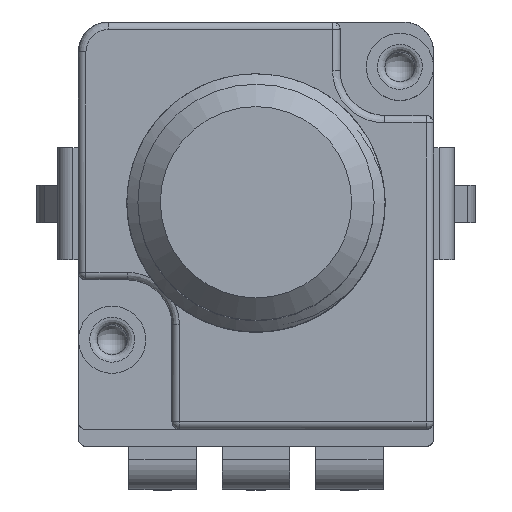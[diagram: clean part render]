
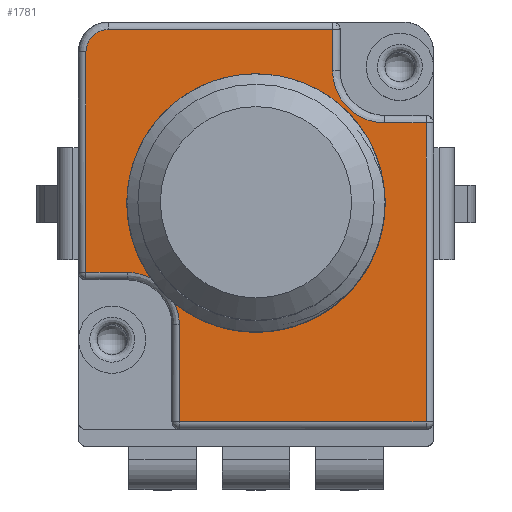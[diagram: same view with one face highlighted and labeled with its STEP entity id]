
A CAD part, top view. The second image highlights one B-rep face of the part: STEP entity #1781.
In plain terms, the highlighted planar face has unit normal (0, 0, 1).
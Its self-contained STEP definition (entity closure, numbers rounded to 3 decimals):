
#18=CARTESIAN_POINT('',(-2.05,-3.25,10.0));
#19=VERTEX_POINT('',#18);
#27=CARTESIAN_POINT('',(-2.231,-2.562,10.001));
#28=VERTEX_POINT('',#27);
#29=CARTESIAN_POINT('',(-2.05,-3.25,10.0));
#30=CARTESIAN_POINT('',(-2.05,-2.882,10.0));
#31=CARTESIAN_POINT('',(-2.231,-2.562,10.0));
#32=B_SPLINE_CURVE_WITH_KNOTS('',2,(#29,#30,#31),.UNSPECIFIED.,.F.,.U.,
 (3,3),(0.0,1.0),.UNSPECIFIED.);
#33=EDGE_CURVE('n� 3127',#19,#28,#32,.T.);
#35=CARTESIAN_POINT('',(-2.591,-2.144,9.999));
#36=VERTEX_POINT('',#35);
#70=CARTESIAN_POINT('',(-3.45,-1.85,10.0));
#71=VERTEX_POINT('',#70);
#72=CARTESIAN_POINT('',(-2.591,-2.144,10.0));
#73=CARTESIAN_POINT('',(-2.776,-2.,10.0));
#74=CARTESIAN_POINT('',(-2.996,-1.926,10.0));
#75=CARTESIAN_POINT('',(-3.218,-1.85,10.0));
#76=CARTESIAN_POINT('',(-3.45,-1.85,10.0));
#77=B_SPLINE_CURVE_WITH_KNOTS('',2,(#72,#73,#74,#75,#76),.UNSPECIFIED.,.F.,.U.,
 (3,2,3),(0.0,0.5,1.0),.UNSPECIFIED.);
#78=EDGE_CURVE('n� 3131',#36,#71,#77,.T.);
#970=CARTESIAN_POINT('',(4.55,-5.85,10.0));
#971=VERTEX_POINT('',#970);
#1059=CARTESIAN_POINT('',(4.55,2.15,10.0));
#1060=VERTEX_POINT('',#1059);
#1191=CARTESIAN_POINT('',(2.05,4.65,10.0));
#1192=VERTEX_POINT('',#1191);
#1297=CARTESIAN_POINT('',(-4.55,-1.85,10.0));
#1298=VERTEX_POINT('',#1297);
#1382=CARTESIAN_POINT('',(-2.05,-5.85,10.0));
#1383=VERTEX_POINT('',#1382);
#1460=CARTESIAN_POINT('',(0.0,-5.85,10.0));
#1461=DIRECTION('',(1.0,0.0,0.0));
#1462=VECTOR('',#1461,1.0);
#1463=LINE('',#1460,#1462);
#1464=EDGE_CURVE('n� 687',#1383,#971,#1463,.T.);
#1476=CARTESIAN_POINT('',(4.55,-0.6,10.0));
#1477=DIRECTION('',(0.0,1.0,0.0));
#1478=VECTOR('',#1477,1.0);
#1479=LINE('',#1476,#1478);
#1480=EDGE_CURVE('n� 686',#971,#1060,#1479,.T.);
#1492=CARTESIAN_POINT('',(3.45,2.15,10.0));
#1493=VERTEX_POINT('',#1492);
#1501=CARTESIAN_POINT('',(0.0,2.15,10.0));
#1502=DIRECTION('',(-1.0,-0.0,0.0));
#1503=VECTOR('',#1502,1.0);
#1504=LINE('',#1501,#1503);
#1505=EDGE_CURVE('n� 685',#1060,#1493,#1504,.T.);
#1519=CARTESIAN_POINT('',(2.05,3.55,10.0));
#1520=VERTEX_POINT('',#1519);
#1528=CARTESIAN_POINT('',(3.45,2.15,10.0));
#1529=CARTESIAN_POINT('',(3.183,2.15,10.0));
#1530=CARTESIAN_POINT('',(2.935,2.248,10.0));
#1531=CARTESIAN_POINT('',(2.666,2.355,10.0));
#1532=CARTESIAN_POINT('',(2.46,2.56,10.0));
#1533=CARTESIAN_POINT('',(2.255,2.765,10.0));
#1534=CARTESIAN_POINT('',(2.148,3.035,10.0));
#1535=CARTESIAN_POINT('',(2.05,3.283,10.0));
#1536=CARTESIAN_POINT('',(2.05,3.55,10.0));
#1537=B_SPLINE_CURVE_WITH_KNOTS('',2,(#1528,#1529,#1530,#1531,#1532,#1533,#1534,#1535,#1536),.UNSPECIFIED.,.F.,.U.,
 (3,2,2,2,3),(0.0,0.25,0.5,0.75,1.0),.UNSPECIFIED.);
#1538=EDGE_CURVE('n� 684',#1493,#1520,#1537,.T.);
#1555=CARTESIAN_POINT('',(2.05,-0.6,10.0));
#1556=DIRECTION('',(0.0,1.0,0.0));
#1557=VECTOR('',#1556,1.0);
#1558=LINE('',#1555,#1557);
#1559=EDGE_CURVE('n� 683',#1520,#1192,#1558,.T.);
#1569=CARTESIAN_POINT('',(-3.95,4.65,10.0));
#1570=VERTEX_POINT('',#1569);
#1578=CARTESIAN_POINT('',(0.0,4.65,10.0));
#1579=DIRECTION('',(-1.0,0.0,0.0));
#1580=VECTOR('',#1579,1.0);
#1581=LINE('',#1578,#1580);
#1582=EDGE_CURVE('n� 682',#1192,#1570,#1581,.T.);
#1594=CARTESIAN_POINT('',(-4.55,4.05,10.0));
#1595=VERTEX_POINT('',#1594);
#1603=CARTESIAN_POINT('',(-3.95,4.65,10.0));
#1604=CARTESIAN_POINT('',(-4.064,4.65,10.0));
#1605=CARTESIAN_POINT('',(-4.171,4.608,10.0));
#1606=CARTESIAN_POINT('',(-4.286,4.562,10.0));
#1607=CARTESIAN_POINT('',(-4.374,4.474,10.0));
#1608=CARTESIAN_POINT('',(-4.462,4.387,10.0));
#1609=CARTESIAN_POINT('',(-4.508,4.271,10.0));
#1610=CARTESIAN_POINT('',(-4.55,4.165,10.0));
#1611=CARTESIAN_POINT('',(-4.55,4.05,10.0));
#1612=B_SPLINE_CURVE_WITH_KNOTS('',2,(#1603,#1604,#1605,#1606,#1607,#1608,#1609,#1610,#1611),.UNSPECIFIED.,.F.,.U.,
 (3,2,2,2,3),(0.0,0.25,0.5,0.75,1.0),.UNSPECIFIED.);
#1613=EDGE_CURVE('n� 681',#1570,#1595,#1612,.T.);
#1632=CARTESIAN_POINT('',(-4.55,-0.6,10.0));
#1633=DIRECTION('',(0.0,-1.0,0.0));
#1634=VECTOR('',#1633,1.0);
#1635=LINE('',#1632,#1634);
#1636=EDGE_CURVE('n� 680',#1595,#1298,#1635,.T.);
#1647=CARTESIAN_POINT('',(0.0,-1.85,10.0));
#1648=DIRECTION('',(1.0,0.0,0.0));
#1649=VECTOR('',#1648,1.0);
#1650=LINE('',#1647,#1649);
#1651=EDGE_CURVE('n� 679',#1298,#71,#1650,.T.);
#1666=CARTESIAN_POINT('',(-2.05,-0.6,10.0));
#1667=DIRECTION('',(0.0,-1.0,0.0));
#1668=VECTOR('',#1667,1.0);
#1669=LINE('',#1666,#1668);
#1670=EDGE_CURVE('n� 671',#19,#1383,#1669,.T.);
#1680=ORIENTED_EDGE('',*,*,#1670,.T.);
#1681=ORIENTED_EDGE('',*,*,#1464,.T.);
#1682=ORIENTED_EDGE('',*,*,#1480,.T.);
#1683=ORIENTED_EDGE('',*,*,#1505,.T.);
#1684=ORIENTED_EDGE('',*,*,#1538,.T.);
#1685=ORIENTED_EDGE('',*,*,#1559,.T.);
#1686=ORIENTED_EDGE('',*,*,#1582,.T.);
#1687=ORIENTED_EDGE('',*,*,#1613,.T.);
#1688=ORIENTED_EDGE('',*,*,#1636,.T.);
#1689=ORIENTED_EDGE('',*,*,#1651,.T.);
#1690=ORIENTED_EDGE('',*,*,#78,.F.);
#1691=CARTESIAN_POINT('',(-1.755,2.462,10.0));
#1692=VERTEX_POINT('',#1691);
#1693=CARTESIAN_POINT('',(-2.591,-2.144,10.0));
#1694=CARTESIAN_POINT('',(-2.718,-1.955,10.0));
#1695=CARTESIAN_POINT('',(-2.792,-1.824,10.0));
#1696=CARTESIAN_POINT('',(-2.884,-1.66,10.0));
#1697=CARTESIAN_POINT('',(-2.959,-1.486,10.0));
#1698=CARTESIAN_POINT('',(-3.11,-1.136,10.0));
#1699=CARTESIAN_POINT('',(-3.178,-0.769,10.0));
#1700=CARTESIAN_POINT('',(-3.283,-0.205,10.0));
#1701=CARTESIAN_POINT('',(-3.182,0.346,10.0));
#1702=CARTESIAN_POINT('',(-3.123,0.667,10.0));
#1703=CARTESIAN_POINT('',(-2.997,0.974,10.0));
#1704=CARTESIAN_POINT('',(-2.873,1.279,10.0));
#1705=CARTESIAN_POINT('',(-2.689,1.553,10.0));
#1706=CARTESIAN_POINT('',(-2.505,1.83,10.0));
#1707=CARTESIAN_POINT('',(-2.271,2.059,10.0));
#1708=CARTESIAN_POINT('',(-2.032,2.292,10.0));
#1709=CARTESIAN_POINT('',(-1.755,2.462,10.0));
#1710=B_SPLINE_CURVE_WITH_KNOTS('',2,(#1693,#1694,#1695,#1696,#1697,#1698,#1699,#1700,#1701,#1702,
    #1703,#1704,#1705,#1706,#1707,#1708,#1709),.UNSPECIFIED.,.F.,.U.,
 (3,2,2,2,2,2,2,2,3),(0.0,0.071,0.143,0.286,0.5,0.625,0.75,0.875,1.0),.UNSPECIFIED.);
#1711=EDGE_CURVE('n� 342',#36,#1692,#1710,.T.);
#1712=ORIENTED_EDGE('',*,*,#1711,.T.);
#1713=CARTESIAN_POINT('',(1.758,2.462,10.0));
#1714=VERTEX_POINT('',#1713);
#1715=CARTESIAN_POINT('',(-1.755,2.462,10.0));
#1716=CARTESIAN_POINT('',(-1.381,2.729,10.0));
#1717=CARTESIAN_POINT('',(-0.943,2.873,10.0));
#1718=CARTESIAN_POINT('',(-0.483,3.024,10.0));
#1719=CARTESIAN_POINT('',(0.001,3.024,10.0));
#1720=CARTESIAN_POINT('',(0.485,3.025,10.0));
#1721=CARTESIAN_POINT('',(0.946,2.874,10.0));
#1722=CARTESIAN_POINT('',(1.383,2.731,10.0));
#1723=CARTESIAN_POINT('',(1.759,2.464,10.0));
#1724=B_SPLINE_CURVE_WITH_KNOTS('',2,(#1715,#1716,#1717,#1718,#1719,#1720,#1721,#1722,#1723),.UNSPECIFIED.,.F.,.U.,
 (3,2,2,2,3),(0.0,0.25,0.5,0.75,1.0),.UNSPECIFIED.);
#1725=EDGE_CURVE('n� 676',#1692,#1714,#1724,.T.);
#1726=ORIENTED_EDGE('',*,*,#1725,.T.);
#1727=CARTESIAN_POINT('',(1.475,-3.123,10.0));
#1728=VERTEX_POINT('',#1727);
#1729=CARTESIAN_POINT('',(1.759,2.464,10.0));
#1730=CARTESIAN_POINT('',(2.12,2.246,10.0));
#1731=CARTESIAN_POINT('',(2.405,1.929,10.0));
#1732=CARTESIAN_POINT('',(2.685,1.619,10.0));
#1733=CARTESIAN_POINT('',(2.879,1.232,10.0));
#1734=CARTESIAN_POINT('',(3.07,0.853,10.0));
#1735=CARTESIAN_POINT('',(3.159,0.437,10.0));
#1736=CARTESIAN_POINT('',(3.249,0.016,10.0));
#1737=CARTESIAN_POINT('',(3.225,-0.401,10.0));
#1738=CARTESIAN_POINT('',(3.202,-0.815,10.0));
#1739=CARTESIAN_POINT('',(3.064,-1.222,10.0));
#1740=CARTESIAN_POINT('',(2.93,-1.619,10.0));
#1741=CARTESIAN_POINT('',(2.697,-1.979,10.0));
#1742=CARTESIAN_POINT('',(2.466,-2.337,10.0));
#1743=CARTESIAN_POINT('',(2.156,-2.628,10.0));
#1744=CARTESIAN_POINT('',(1.843,-2.922,10.0));
#1745=CARTESIAN_POINT('',(1.475,-3.123,10.0));
#1746=B_SPLINE_CURVE_WITH_KNOTS('',2,(#1729,#1730,#1731,#1732,#1733,#1734,#1735,#1736,#1737,#1738,
    #1739,#1740,#1741,#1742,#1743,#1744,#1745),.UNSPECIFIED.,.F.,.U.,
 (3,2,2,2,2,2,2,2,3),(0.0,0.125,0.25,0.375,0.5,0.625,0.75,0.875,1.0),.UNSPECIFIED.);
#1747=EDGE_CURVE('n� 260',#1714,#1728,#1746,.T.);
#1748=ORIENTED_EDGE('',*,*,#1747,.T.);
#1749=CARTESIAN_POINT('',(-1.475,-3.124,10.001));
#1750=VERTEX_POINT('',#1749);
#1751=CARTESIAN_POINT('',(-1.475,-3.123,10.0));
#1752=CARTESIAN_POINT('',(-1.133,-3.285,10.0));
#1753=CARTESIAN_POINT('',(-0.765,-3.368,10.0));
#1754=CARTESIAN_POINT('',(-0.387,-3.454,10.0));
#1755=CARTESIAN_POINT('',(-0.0,-3.454,10.0));
#1756=CARTESIAN_POINT('',(0.388,-3.454,10.0));
#1757=CARTESIAN_POINT('',(0.765,-3.368,10.0));
#1758=CARTESIAN_POINT('',(1.133,-3.284,10.0));
#1759=CARTESIAN_POINT('',(1.475,-3.123,10.0));
#1760=B_SPLINE_CURVE_WITH_KNOTS('',2,(#1751,#1752,#1753,#1754,#1755,#1756,#1757,#1758,#1759),.UNSPECIFIED.,.F.,.U.,
 (3,2,2,2,3),(0.0,0.25,0.5,0.75,1.0),.UNSPECIFIED.);
#1761=EDGE_CURVE('n� 639',#1750,#1728,#1760,.T.);
#1762=ORIENTED_EDGE('',*,*,#1761,.F.);
#1763=CARTESIAN_POINT('',(-1.475,-3.123,10.0));
#1764=CARTESIAN_POINT('',(-1.668,-3.028,10.0));
#1765=CARTESIAN_POINT('',(-1.875,-2.874,10.0));
#1766=CARTESIAN_POINT('',(-1.968,-2.804,10.0));
#1767=CARTESIAN_POINT('',(-2.058,-2.726,10.0));
#1768=CARTESIAN_POINT('',(-2.196,-2.607,10.0));
#1769=CARTESIAN_POINT('',(-2.231,-2.562,10.0));
#1770=B_SPLINE_CURVE_WITH_KNOTS('',2,(#1763,#1764,#1765,#1766,#1767,#1768,#1769),.UNSPECIFIED.,.F.,.U.,
 (3,2,2,3),(0.0,0.5,0.75,1.0),.UNSPECIFIED.);
#1771=EDGE_CURVE('n� 344',#1750,#28,#1770,.T.);
#1772=ORIENTED_EDGE('',*,*,#1771,.T.);
#1773=ORIENTED_EDGE('',*,*,#33,.F.);
#1774=EDGE_LOOP('',(
    #1680,#1681,#1682,#1683,#1684,#1685,#1686,#1687,#1688,#1689,
    #1690,#1712,#1726,#1748,#1762,#1772,#1773));
#1775=FACE_OUTER_BOUND('',#1774,.T.);
#1776=CARTESIAN_POINT('',(0.0,-0.6,10.0));
#1777=DIRECTION('',(0.0,0.0,1.0));
#1778=DIRECTION('',(1.0,0.0,-0.0));
#1779=AXIS2_PLACEMENT_3D('',#1776,#1777,#1778);
#1780=PLANE('',#1779);
#1781=ADVANCED_FACE('n� 668',(#1775),#1780,.T.);
